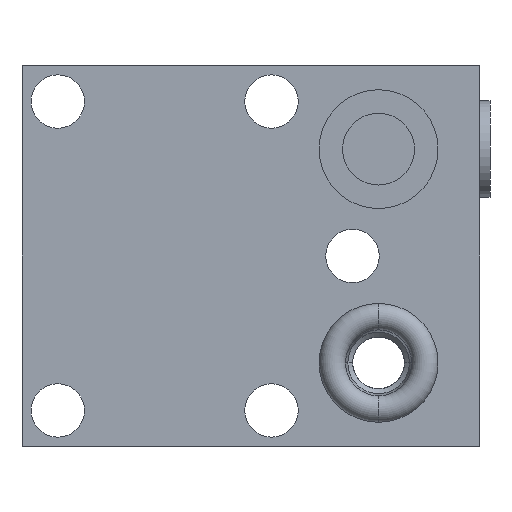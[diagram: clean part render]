
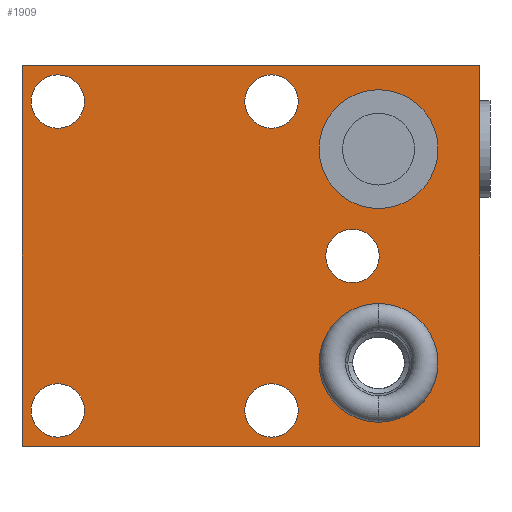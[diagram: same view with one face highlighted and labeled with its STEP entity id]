
A CAD part, left-side view. The second image highlights one B-rep face of the part: STEP entity #1909.
In plain terms, the highlighted planar face has unit normal (-1, 0, 0).
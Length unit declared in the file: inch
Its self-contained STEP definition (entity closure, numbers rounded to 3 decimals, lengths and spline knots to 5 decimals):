
#583=DIRECTION('',(0.,-1.,0.));
#584=VECTOR('',#583,2.406);
#585=CARTESIAN_POINT('',(-1.25,0.75,1.));
#586=LINE('',#585,#584);
#587=DIRECTION('',(0.,0.,-1.));
#588=VECTOR('',#587,2.);
#589=CARTESIAN_POINT('',(-1.25,-1.656,1.));
#590=LINE('',#589,#588);
#591=DIRECTION('',(0.,1.,0.));
#592=VECTOR('',#591,2.406);
#593=CARTESIAN_POINT('',(-1.25,-1.656,-1.));
#594=LINE('',#593,#592);
#595=DIRECTION('',(0.,0.,1.));
#596=VECTOR('',#595,2.);
#597=CARTESIAN_POINT('',(-1.25,0.75,-1.));
#598=LINE('',#597,#596);
#599=CARTESIAN_POINT('',(-1.25,0.562,0.812));
#600=DIRECTION('',(-1.,0.,0.));
#601=DIRECTION('',(0.,-1.,0.));
#602=AXIS2_PLACEMENT_3D('',#599,#600,#601);
#604=CARTESIAN_POINT('',(-1.25,0.562,0.812));
#605=DIRECTION('',(-1.,0.,0.));
#606=DIRECTION('',(0.,1.,0.));
#607=AXIS2_PLACEMENT_3D('',#604,#605,#606);
#609=CARTESIAN_POINT('',(-1.25,0.562,-0.812));
#610=DIRECTION('',(-1.,0.,0.));
#611=DIRECTION('',(0.,-1.,0.));
#612=AXIS2_PLACEMENT_3D('',#609,#610,#611);
#614=CARTESIAN_POINT('',(-1.25,0.562,-0.812));
#615=DIRECTION('',(-1.,0.,0.));
#616=DIRECTION('',(0.,1.,0.));
#617=AXIS2_PLACEMENT_3D('',#614,#615,#616);
#619=CARTESIAN_POINT('',(-1.25,-0.562,0.812));
#620=DIRECTION('',(-1.,0.,0.));
#621=DIRECTION('',(0.,-1.,0.));
#622=AXIS2_PLACEMENT_3D('',#619,#620,#621);
#624=CARTESIAN_POINT('',(-1.25,-0.562,0.812));
#625=DIRECTION('',(-1.,0.,0.));
#626=DIRECTION('',(0.,1.,0.));
#627=AXIS2_PLACEMENT_3D('',#624,#625,#626);
#629=CARTESIAN_POINT('',(-1.25,-0.562,-0.812));
#630=DIRECTION('',(-1.,0.,0.));
#631=DIRECTION('',(0.,-1.,0.));
#632=AXIS2_PLACEMENT_3D('',#629,#630,#631);
#634=CARTESIAN_POINT('',(-1.25,-0.562,-0.812));
#635=DIRECTION('',(-1.,0.,0.));
#636=DIRECTION('',(0.,1.,0.));
#637=AXIS2_PLACEMENT_3D('',#634,#635,#636);
#639=CARTESIAN_POINT('',(-1.25,-0.988,0.));
#640=DIRECTION('',(-1.,0.,0.));
#641=DIRECTION('',(0.,-1.,0.));
#642=AXIS2_PLACEMENT_3D('',#639,#640,#641);
#644=CARTESIAN_POINT('',(-1.25,-0.988,0.));
#645=DIRECTION('',(-1.,0.,0.));
#646=DIRECTION('',(0.,1.,0.));
#647=AXIS2_PLACEMENT_3D('',#644,#645,#646);
#649=CARTESIAN_POINT('',(-1.25,-1.125,0.562));
#650=DIRECTION('',(1.,0.,0.));
#651=DIRECTION('',(0.,1.,0.));
#652=AXIS2_PLACEMENT_3D('',#649,#650,#651);
#654=CARTESIAN_POINT('',(-1.25,-1.125,0.562));
#655=DIRECTION('',(1.,0.,0.));
#656=DIRECTION('',(0.,-1.,0.));
#657=AXIS2_PLACEMENT_3D('',#654,#655,#656);
#659=CARTESIAN_POINT('',(-1.25,-1.125,-0.562));
#660=DIRECTION('',(1.,0.,0.));
#661=DIRECTION('',(0.,1.,0.));
#662=AXIS2_PLACEMENT_3D('',#659,#660,#661);
#664=CARTESIAN_POINT('',(-1.25,-1.125,-0.562));
#665=DIRECTION('',(1.,0.,0.));
#666=DIRECTION('',(0.,-1.,0.));
#667=AXIS2_PLACEMENT_3D('',#664,#665,#666);
#996=CARTESIAN_POINT('',(-1.25,0.75,1.));
#997=CARTESIAN_POINT('',(-1.25,-1.656,1.));
#998=VERTEX_POINT('',#996);
#999=VERTEX_POINT('',#997);
#1000=CARTESIAN_POINT('',(-1.25,-1.656,-1.));
#1001=VERTEX_POINT('',#1000);
#1002=CARTESIAN_POINT('',(-1.25,0.75,-1.));
#1003=VERTEX_POINT('',#1002);
#1024=CARTESIAN_POINT('',(-1.25,0.4215,0.812));
#1025=CARTESIAN_POINT('',(-1.25,0.7025,0.812));
#1026=VERTEX_POINT('',#1024);
#1027=VERTEX_POINT('',#1025);
#1036=CARTESIAN_POINT('',(-1.25,-0.8125,0.562));
#1037=CARTESIAN_POINT('',(-1.25,-1.4375,0.562));
#1038=VERTEX_POINT('',#1036);
#1039=VERTEX_POINT('',#1037);
#1044=CARTESIAN_POINT('',(-1.25,-0.8125,-0.562));
#1045=CARTESIAN_POINT('',(-1.25,-1.4375,-0.562));
#1046=VERTEX_POINT('',#1044);
#1047=VERTEX_POINT('',#1045);
#1166=CARTESIAN_POINT('',(-1.25,0.4215,-0.812));
#1167=CARTESIAN_POINT('',(-1.25,0.7025,-0.812));
#1168=VERTEX_POINT('',#1166);
#1169=VERTEX_POINT('',#1167);
#1174=CARTESIAN_POINT('',(-1.25,-0.7025,0.812));
#1175=CARTESIAN_POINT('',(-1.25,-0.4215,0.812));
#1176=VERTEX_POINT('',#1174);
#1177=VERTEX_POINT('',#1175);
#1182=CARTESIAN_POINT('',(-1.25,-0.7025,-0.812));
#1183=CARTESIAN_POINT('',(-1.25,-0.4215,-0.812));
#1184=VERTEX_POINT('',#1182);
#1185=VERTEX_POINT('',#1183);
#1190=CARTESIAN_POINT('',(-1.25,-1.1285,0.));
#1191=CARTESIAN_POINT('',(-1.25,-0.8475,0.));
#1192=VERTEX_POINT('',#1190);
#1193=VERTEX_POINT('',#1191);
#1856=CARTESIAN_POINT('',(-1.25,0.,0.));
#1857=DIRECTION('',(1.,0.,0.));
#1858=DIRECTION('',(0.,0.,-1.));
#1859=AXIS2_PLACEMENT_3D('',#1856,#1857,#1858);
#1860=PLANE('',#1859);
#1861=ORIENTED_EDGE('',*,*,#1796,.T.);
#1862=ORIENTED_EDGE('',*,*,#1811,.T.);
#1863=ORIENTED_EDGE('',*,*,#1837,.T.);
#1864=ORIENTED_EDGE('',*,*,#1850,.T.);
#1865=EDGE_LOOP('',(#1861,#1862,#1863,#1864));
#1866=FACE_OUTER_BOUND('',#1865,.F.);
#1868=ORIENTED_EDGE('',*,*,#1867,.T.);
#1870=ORIENTED_EDGE('',*,*,#1869,.T.);
#1871=EDGE_LOOP('',(#1868,#1870));
#1872=FACE_BOUND('',#1871,.F.);
#1874=ORIENTED_EDGE('',*,*,#1873,.T.);
#1876=ORIENTED_EDGE('',*,*,#1875,.T.);
#1877=EDGE_LOOP('',(#1874,#1876));
#1878=FACE_BOUND('',#1877,.F.);
#1880=ORIENTED_EDGE('',*,*,#1879,.T.);
#1882=ORIENTED_EDGE('',*,*,#1881,.T.);
#1883=EDGE_LOOP('',(#1880,#1882));
#1884=FACE_BOUND('',#1883,.F.);
#1886=ORIENTED_EDGE('',*,*,#1885,.T.);
#1888=ORIENTED_EDGE('',*,*,#1887,.T.);
#1889=EDGE_LOOP('',(#1886,#1888));
#1890=FACE_BOUND('',#1889,.F.);
#1892=ORIENTED_EDGE('',*,*,#1891,.T.);
#1894=ORIENTED_EDGE('',*,*,#1893,.T.);
#1895=EDGE_LOOP('',(#1892,#1894));
#1896=FACE_BOUND('',#1895,.F.);
#1898=ORIENTED_EDGE('',*,*,#1897,.F.);
#1900=ORIENTED_EDGE('',*,*,#1899,.F.);
#1901=EDGE_LOOP('',(#1898,#1900));
#1902=FACE_BOUND('',#1901,.F.);
#1904=ORIENTED_EDGE('',*,*,#1903,.F.);
#1906=ORIENTED_EDGE('',*,*,#1905,.F.);
#1907=EDGE_LOOP('',(#1904,#1906));
#1908=FACE_BOUND('',#1907,.F.);
#1909=ADVANCED_FACE('',(#1866,#1872,#1878,#1884,#1890,#1896,#1902,#1908),#1860,
.F.);
#603=CIRCLE('',#602,0.1405);
#608=CIRCLE('',#607,0.1405);
#613=CIRCLE('',#612,0.1405);
#618=CIRCLE('',#617,0.1405);
#623=CIRCLE('',#622,0.1405);
#628=CIRCLE('',#627,0.1405);
#633=CIRCLE('',#632,0.1405);
#638=CIRCLE('',#637,0.1405);
#643=CIRCLE('',#642,0.1405);
#648=CIRCLE('',#647,0.1405);
#653=CIRCLE('',#652,0.3125);
#658=CIRCLE('',#657,0.3125);
#663=CIRCLE('',#662,0.3125);
#668=CIRCLE('',#667,0.3125);
#1796=EDGE_CURVE('',#998,#999,#586,.T.);
#1811=EDGE_CURVE('',#999,#1001,#590,.T.);
#1837=EDGE_CURVE('',#1001,#1003,#594,.T.);
#1850=EDGE_CURVE('',#1003,#998,#598,.T.);
#1867=EDGE_CURVE('',#1026,#1027,#603,.T.);
#1869=EDGE_CURVE('',#1027,#1026,#608,.T.);
#1873=EDGE_CURVE('',#1168,#1169,#613,.T.);
#1875=EDGE_CURVE('',#1169,#1168,#618,.T.);
#1879=EDGE_CURVE('',#1176,#1177,#623,.T.);
#1881=EDGE_CURVE('',#1177,#1176,#628,.T.);
#1885=EDGE_CURVE('',#1184,#1185,#633,.T.);
#1887=EDGE_CURVE('',#1185,#1184,#638,.T.);
#1891=EDGE_CURVE('',#1192,#1193,#643,.T.);
#1893=EDGE_CURVE('',#1193,#1192,#648,.T.);
#1897=EDGE_CURVE('',#1038,#1039,#653,.T.);
#1899=EDGE_CURVE('',#1039,#1038,#658,.T.);
#1903=EDGE_CURVE('',#1046,#1047,#663,.T.);
#1905=EDGE_CURVE('',#1047,#1046,#668,.T.);
